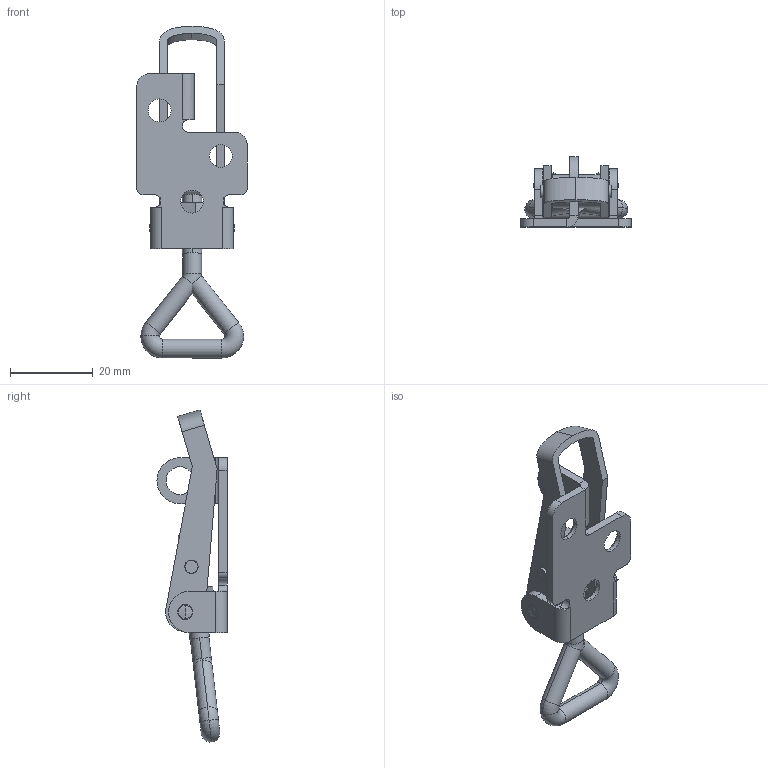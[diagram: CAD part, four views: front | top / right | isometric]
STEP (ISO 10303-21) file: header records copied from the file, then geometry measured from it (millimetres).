
FILE_DESCRIPTION (( 'STEP AP214' ), '1' );
FILE_NAME ('D11923 - 119 G3 ZP.STEP', '2017-02-15T13:31:06', ( '' ), ( '' ), 'SwSTEP 2.0', 'SolidWorks 2015', '' );
FILE_SCHEMA (( 'AUTOMOTIVE_DESIGN' ));
Length unit declared in the file: millimetre
Products named in the file (7): platta; D11923 - 119 G3 ZP; skruvögla; rulle; nit; mutter; bygel
Assembly tree (7 placements, depth 2):
  D11923 - 119 G3 ZP
    platta
    bygel
    mutter
    nit  x2
    rulle
    skruvögla
Bounding box: 26.6 x 16.9 x 80.03 mm (x, y, z)
Volume: 5676.2 mm3; surface area: 7026.4 mm2
Topology: 7 solids, 7 shells, 163 faces, 379 edges, 237 vertices
Faces by surface type: cylinder 68, plane 61, torus 16, cone 10, bspline 4, sphere 4
Entity records: 4946 total; most frequent: CARTESIAN_POINT 1005, DIRECTION 828, ORIENTED_EDGE 718, EDGE_CURVE 359, AXIS2_PLACEMENT_3D 323, VERTEX_POINT 224, VECTOR 182, LINE 182
